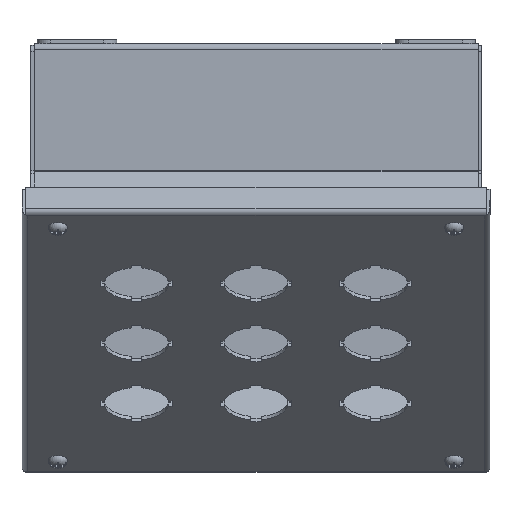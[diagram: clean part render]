
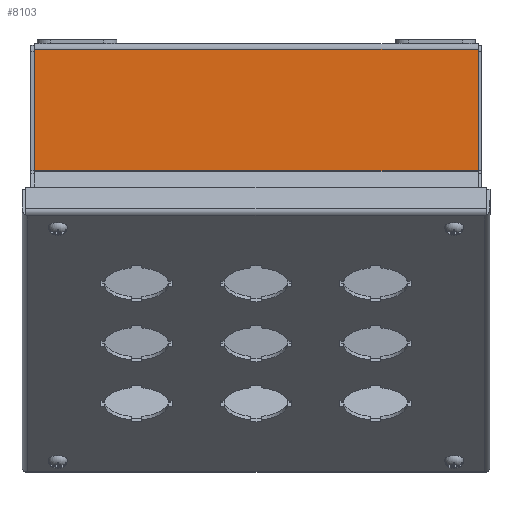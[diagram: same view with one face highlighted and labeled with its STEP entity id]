
A CAD part, top view. The second image highlights one B-rep face of the part: STEP entity #8103.
In plain terms, the highlighted planar face has unit normal (0, 0, 1).
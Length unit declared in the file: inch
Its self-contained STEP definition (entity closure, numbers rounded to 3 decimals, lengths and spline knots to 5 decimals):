
#103 = EDGE_CURVE ( 'NONE', #13317, #7072, #435, .T. ) ;
#435 = LINE ( 'NONE', #11325, #24272 ) ;
#824 = CARTESIAN_POINT ( 'NONE',  ( -4.178, 3.04475, 4.35914 ) ) ;
#1008 = VERTEX_POINT ( 'NONE', #5268 ) ;
#1226 = CARTESIAN_POINT ( 'NONE',  ( -4.178, 0.7564, 4.35914 ) ) ;
#2154 = DIRECTION ( 'NONE',  ( -1., 0., 0. ) ) ;
#4434 = LINE ( 'NONE', #12731, #7439 ) ;
#5268 = CARTESIAN_POINT ( 'NONE',  ( 4.178, 0.7564, 4.35914 ) ) ;
#5586 = EDGE_LOOP ( 'NONE', ( #10069, #15821, #12421, #20983 ) ) ;
#6315 = VERTEX_POINT ( 'NONE', #17856 ) ;
#6645 = PLANE ( 'NONE',  #20887 ) ;
#6821 = DIRECTION ( 'NONE',  ( 1., 0., 0. ) ) ;
#6964 = DIRECTION ( 'NONE',  ( -1., 0., 0. ) ) ;
#7072 = VERTEX_POINT ( 'NONE', #21593 ) ;
#7439 = VECTOR ( 'NONE', #16969, 39.37008 ) ;
#8103 = ADVANCED_FACE ( 'NONE', ( #21344 ), #6645, .F. ) ;
#9150 = DIRECTION ( 'NONE',  ( 0., 1., 0. ) ) ;
#10069 = ORIENTED_EDGE ( 'NONE', *, *, #10102, .F. ) ;
#10102 = EDGE_CURVE ( 'NONE', #7072, #6315, #15120, .T. ) ;
#11325 = CARTESIAN_POINT ( 'NONE',  ( -4.178, -4.28475, 4.35914 ) ) ;
#12421 = ORIENTED_EDGE ( 'NONE', *, *, #13462, .F. ) ;
#12731 = CARTESIAN_POINT ( 'NONE',  ( 4.178, -0.40975, 4.35914 ) ) ;
#13317 = VERTEX_POINT ( 'NONE', #19070 ) ;
#13462 = EDGE_CURVE ( 'NONE', #1008, #13317, #15272, .T. ) ;
#15120 = LINE ( 'NONE', #824, #19952 ) ;
#15272 = LINE ( 'NONE', #1226, #25838 ) ;
#15821 = ORIENTED_EDGE ( 'NONE', *, *, #103, .F. ) ;
#16644 = EDGE_CURVE ( 'NONE', #1008, #6315, #4434, .T. ) ;
#16969 = DIRECTION ( 'NONE',  ( 0., 1., 0. ) ) ;
#17856 = CARTESIAN_POINT ( 'NONE',  ( 4.178, 3.04475, 4.35914 ) ) ;
#19070 = CARTESIAN_POINT ( 'NONE',  ( -4.178, 0.7564, 4.35914 ) ) ;
#19298 = DIRECTION ( 'NONE',  ( 0., 0., -1. ) ) ;
#19952 = VECTOR ( 'NONE', #6821, 39.37008 ) ;
#20887 = AXIS2_PLACEMENT_3D ( 'NONE', #21066, #19298, #2154 ) ;
#20983 = ORIENTED_EDGE ( 'NONE', *, *, #16644, .T. ) ;
#21066 = CARTESIAN_POINT ( 'NONE',  ( -4.178, 3.15275, 4.35914 ) ) ;
#21344 = FACE_OUTER_BOUND ( 'NONE', #5586, .T. ) ;
#21593 = CARTESIAN_POINT ( 'NONE',  ( -4.178, 3.04475, 4.35914 ) ) ;
#24272 = VECTOR ( 'NONE', #9150, 39.37008 ) ;
#25838 = VECTOR ( 'NONE', #6964, 39.37008 ) ;
